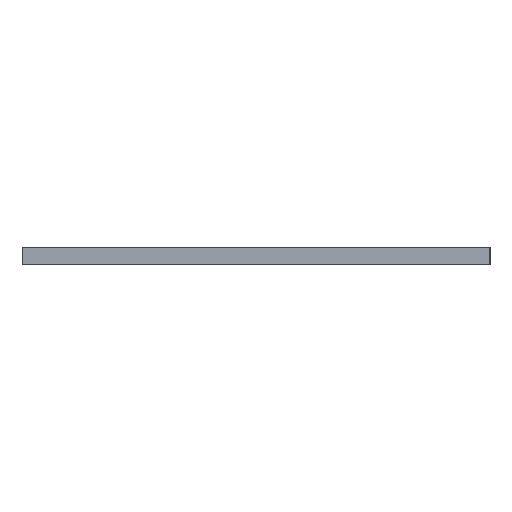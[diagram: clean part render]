
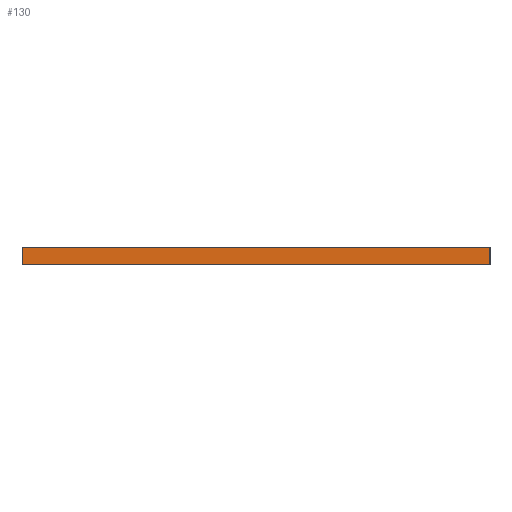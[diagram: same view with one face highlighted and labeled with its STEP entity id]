
A CAD part, left-side view. The second image highlights one B-rep face of the part: STEP entity #130.
In plain terms, the highlighted planar face has unit normal (-1, 0, 0).
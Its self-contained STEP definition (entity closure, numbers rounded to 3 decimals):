
#130=ADVANCED_FACE('',(#665),#667,.T.);
#665=FACE_BOUND('',#666,.T.);
#666=EDGE_LOOP('',(#1144,#1145,#1146,#1147));
#667=PLANE('',#668);
#668=AXIS2_PLACEMENT_3D('',#669,#670,#671);
#669=CARTESIAN_POINT('',(-60.,55.,0.));
#670=DIRECTION('',(-1.,0.,0.));
#671=DIRECTION('',(0.,-1.,0.));
#1144=ORIENTED_EDGE('',*,*,#1355,.T.);
#1145=ORIENTED_EDGE('',*,*,#1307,.T.);
#1146=ORIENTED_EDGE('',*,*,#1315,.F.);
#1147=ORIENTED_EDGE('',*,*,#1400,.F.);
#1307=EDGE_CURVE('',#1450,#1448,#1451,.T.);
#1315=EDGE_CURVE('',#1462,#1448,#1464,.T.);
#1355=EDGE_CURVE('',#1542,#1450,#1543,.T.);
#1400=EDGE_CURVE('',#1542,#1462,#1627,.T.);
#1448=VERTEX_POINT('',#1695);
#1450=VERTEX_POINT('',#1699);
#1451=LINE('',#1700,#1701);
#1462=VERTEX_POINT('',#1726);
#1464=LINE('',#1730,#1731);
#1542=VERTEX_POINT('',#1905);
#1543=LINE('',#1906,#1907);
#1627=LINE('',#2097,#2098);
#1695=CARTESIAN_POINT('',(-60.,-55.,4.));
#1699=CARTESIAN_POINT('',(-60.,-55.,0.));
#1700=CARTESIAN_POINT('',(-60.,-55.,0.));
#1701=VECTOR('',#1702,1.);
#1702=DIRECTION('',(0.,0.,1.));
#1726=CARTESIAN_POINT('',(-60.,55.,4.));
#1730=CARTESIAN_POINT('',(-60.,55.,4.));
#1731=VECTOR('',#1732,1.);
#1732=DIRECTION('',(0.,-1.,0.));
#1905=CARTESIAN_POINT('',(-60.,55.,0.));
#1906=CARTESIAN_POINT('',(-60.,55.,0.));
#1907=VECTOR('',#1908,1.);
#1908=DIRECTION('',(0.,-1.,0.));
#2097=CARTESIAN_POINT('',(-60.,55.,0.));
#2098=VECTOR('',#2099,1.);
#2099=DIRECTION('',(0.,0.,1.));
